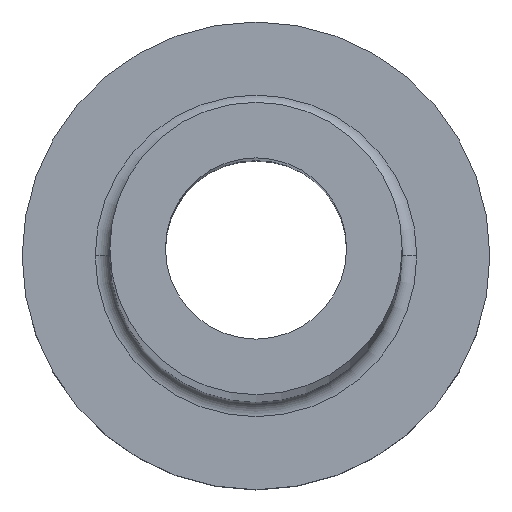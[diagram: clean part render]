
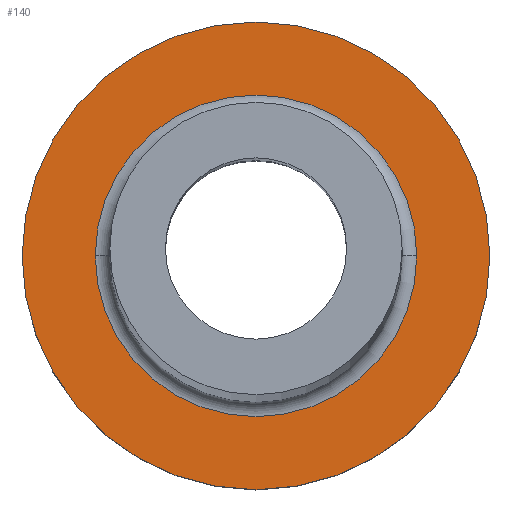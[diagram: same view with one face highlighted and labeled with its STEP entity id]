
A CAD part, top view. The second image highlights one B-rep face of the part: STEP entity #140.
In plain terms, the highlighted planar face has unit normal (0, 0, 1).
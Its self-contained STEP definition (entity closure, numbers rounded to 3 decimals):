
#41 = CARTESIAN_POINT ( 'NONE',  ( 0., 0., 5. ) ) ;
#73 = DIRECTION ( 'NONE',  ( 0., 0., 1. ) ) ;
#82 = EDGE_CURVE ( 'NONE', #412, #444, #132, .T. ) ;
#104 = CARTESIAN_POINT ( 'NONE',  ( -8., 0., 5. ) ) ;
#106 = PLANE ( 'NONE',  #142 ) ;
#117 = CARTESIAN_POINT ( 'NONE',  ( 0., 0., 5. ) ) ;
#124 = VERTEX_POINT ( 'NONE', #424 ) ;
#132 = CIRCLE ( 'NONE', #441, 5.5 ) ;
#140 = ADVANCED_FACE ( 'NONE', ( #368, #256 ), #106, .T. ) ;
#142 = AXIS2_PLACEMENT_3D ( 'NONE', #425, #73, #429 ) ;
#151 = DIRECTION ( 'NONE',  ( 1., 0., 0. ) ) ;
#155 = DIRECTION ( 'NONE',  ( 0., 0., 1. ) ) ;
#176 = AXIS2_PLACEMENT_3D ( 'NONE', #302, #155, #151 ) ;
#210 = DIRECTION ( 'NONE',  ( 1., 0., 0. ) ) ;
#213 = EDGE_CURVE ( 'NONE', #124, #327, #393, .T. ) ;
#236 = ORIENTED_EDGE ( 'NONE', *, *, #384, .T. ) ;
#245 = DIRECTION ( 'NONE',  ( 0., 0., -1. ) ) ;
#254 = AXIS2_PLACEMENT_3D ( 'NONE', #41, #292, #326 ) ;
#256 = FACE_OUTER_BOUND ( 'NONE', #376, .T. ) ;
#270 = CARTESIAN_POINT ( 'NONE',  ( 5.5, 0., 5. ) ) ;
#275 = AXIS2_PLACEMENT_3D ( 'NONE', #117, #337, #277 ) ;
#277 = DIRECTION ( 'NONE',  ( 1., 0., 0. ) ) ;
#292 = DIRECTION ( 'NONE',  ( 0., 0., 1. ) ) ;
#293 = CIRCLE ( 'NONE', #275, 5.5 ) ;
#302 = CARTESIAN_POINT ( 'NONE',  ( 0., 0., 5. ) ) ;
#326 = DIRECTION ( 'NONE',  ( 1., 0., 0. ) ) ;
#327 = VERTEX_POINT ( 'NONE', #104 ) ;
#337 = DIRECTION ( 'NONE',  ( 0., 0., -1. ) ) ;
#338 = ORIENTED_EDGE ( 'NONE', *, *, #426, .T. ) ;
#345 = CARTESIAN_POINT ( 'NONE',  ( 0., 0., 5. ) ) ;
#368 = FACE_BOUND ( 'NONE', #418, .T. ) ;
#369 = CARTESIAN_POINT ( 'NONE',  ( -5.5, 0., 5. ) ) ;
#376 = EDGE_LOOP ( 'NONE', ( #236, #415 ) ) ;
#379 = CIRCLE ( 'NONE', #176, 8. ) ;
#384 = EDGE_CURVE ( 'NONE', #327, #124, #379, .T. ) ;
#393 = CIRCLE ( 'NONE', #254, 8. ) ;
#407 = ORIENTED_EDGE ( 'NONE', *, *, #82, .T. ) ;
#412 = VERTEX_POINT ( 'NONE', #369 ) ;
#415 = ORIENTED_EDGE ( 'NONE', *, *, #213, .T. ) ;
#418 = EDGE_LOOP ( 'NONE', ( #338, #407 ) ) ;
#424 = CARTESIAN_POINT ( 'NONE',  ( 8., 0., 5. ) ) ;
#425 = CARTESIAN_POINT ( 'NONE',  ( 0., 0., 5. ) ) ;
#426 = EDGE_CURVE ( 'NONE', #444, #412, #293, .T. ) ;
#429 = DIRECTION ( 'NONE',  ( 1., 0., 0. ) ) ;
#441 = AXIS2_PLACEMENT_3D ( 'NONE', #345, #245, #210 ) ;
#444 = VERTEX_POINT ( 'NONE', #270 ) ;
